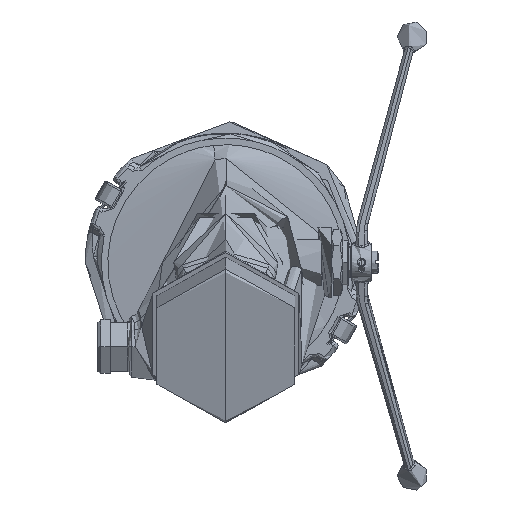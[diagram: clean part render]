
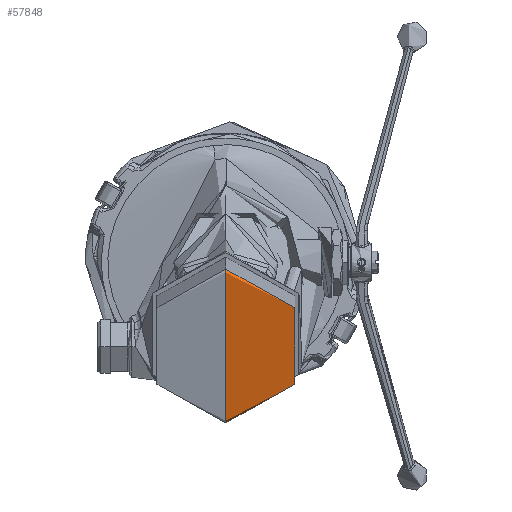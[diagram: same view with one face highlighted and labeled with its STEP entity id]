
A CAD part, top view. The second image highlights one B-rep face of the part: STEP entity #57848.
In plain terms, the highlighted conical face has half-angle 45 degrees and reference radius 56.515 mm.
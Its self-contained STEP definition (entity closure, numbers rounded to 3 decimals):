
#3409 = AXIS2_PLACEMENT_3D ( 'NONE', #14118, #14110, #14109 ) ;
#7016 = AXIS2_PLACEMENT_3D ( 'NONE', #11157, #11156, #11155 ) ;
#9847 = EDGE_CURVE ( 'NONE', #69919, #69920, #51084, .T. ) ;
#11155 = DIRECTION ( 'NONE',  ( 0., -0.966, -0.259 ) ) ;
#11156 = DIRECTION ( 'NONE',  ( 0., 0.259, -0.966 ) ) ;
#11157 = CARTESIAN_POINT ( 'NONE',  ( 0., -59.647, 195.512 ) ) ;
#14109 = DIRECTION ( 'NONE',  ( 0., 0.966, 0.259 ) ) ;
#14110 = DIRECTION ( 'NONE',  ( 0., 0.259, -0.966 ) ) ;
#14118 = CARTESIAN_POINT ( 'NONE',  ( 0., -59.647, 195.512 ) ) ;
#28181 = EDGE_CURVE ( 'NONE', #69921, #69920, #68555, .T. ) ;
#28342 = EDGE_CURVE ( 'NONE', #69922, #69919, #69486, .T. ) ;
#28423 = EDGE_CURVE ( 'NONE', #69922, #69921, #75284, .T. ) ;
#39154 = CONICAL_SURFACE ( 'NONE', #3409, 56.515, 0.785 ) ;
#39156 = FACE_OUTER_BOUND ( 'NONE', #55038, .T. ) ;
#41227 = CARTESIAN_POINT ( 'NONE',  ( 0., -114.236, 180.885 ) ) ;
#41228 = DIRECTION ( 'NONE',  ( 0., -0.5, -0.866 ) ) ;
#46008 = CARTESIAN_POINT ( 'NONE',  ( 0., -5.058, 210.139 ) ) ;
#46009 = DIRECTION ( 'NONE',  ( 0., 0.866, -0.5 ) ) ;
#46664 = CARTESIAN_POINT ( 'NONE',  ( 0., -7.507, 211.553 ) ) ;
#46673 = CARTESIAN_POINT ( 'NONE',  ( 3.568, -7.507, 211.553 ) ) ;
#46675 = CARTESIAN_POINT ( 'NONE',  ( 7.136, -7.846, 211.462 ) ) ;
#46677 = CARTESIAN_POINT ( 'NONE',  ( 14.135, -9.191, 211.102 ) ) ;
#46679 = CARTESIAN_POINT ( 'NONE',  ( 17.566, -10.196, 210.833 ) ) ;
#46680 = CARTESIAN_POINT ( 'NONE',  ( 24.158, -12.834, 210.126 ) ) ;
#46682 = CARTESIAN_POINT ( 'NONE',  ( 27.32, -14.467, 209.688 ) ) ;
#46683 = CARTESIAN_POINT ( 'NONE',  ( 33.254, -18.296, 208.662 ) ) ;
#46684 = CARTESIAN_POINT ( 'NONE',  ( 36.025, -20.493, 208.074 ) ) ;
#46686 = CARTESIAN_POINT ( 'NONE',  ( 41.071, -25.367, 206.768 ) ) ;
#46688 = CARTESIAN_POINT ( 'NONE',  ( 43.345, -28.044, 206.05 ) ) ;
#46690 = CARTESIAN_POINT ( 'NONE',  ( 47.31, -33.775, 204.515 ) ) ;
#46691 = CARTESIAN_POINT ( 'NONE',  ( 49., -36.829, 203.696 ) ) ;
#46693 = CARTESIAN_POINT ( 'NONE',  ( 51.731, -43.197, 201.99 ) ) ;
#46695 = CARTESIAN_POINT ( 'NONE',  ( 52.771, -46.511, 201.102 ) ) ;
#46696 = CARTESIAN_POINT ( 'NONE',  ( 54.164, -53.272, 199.291 ) ) ;
#46698 = CARTESIAN_POINT ( 'NONE',  ( 54.515, -56.718, 198.367 ) ) ;
#46700 = CARTESIAN_POINT ( 'NONE',  ( 54.515, -63.611, 196.52 ) ) ;
#46702 = CARTESIAN_POINT ( 'NONE',  ( 54.164, -67.057, 195.597 ) ) ;
#46703 = CARTESIAN_POINT ( 'NONE',  ( 52.771, -73.818, 193.785 ) ) ;
#46705 = CARTESIAN_POINT ( 'NONE',  ( 51.731, -77.132, 192.897 ) ) ;
#46707 = CARTESIAN_POINT ( 'NONE',  ( 49., -83.5, 191.191 ) ) ;
#46708 = CARTESIAN_POINT ( 'NONE',  ( 47.31, -86.554, 190.373 ) ) ;
#46710 = CARTESIAN_POINT ( 'NONE',  ( 43.345, -92.285, 188.837 ) ) ;
#46712 = CARTESIAN_POINT ( 'NONE',  ( 41.071, -94.962, 188.12 ) ) ;
#46714 = CARTESIAN_POINT ( 'NONE',  ( 36.025, -99.836, 186.814 ) ) ;
#46715 = CARTESIAN_POINT ( 'NONE',  ( 33.254, -102.033, 186.225 ) ) ;
#46717 = CARTESIAN_POINT ( 'NONE',  ( 27.32, -105.862, 185.199 ) ) ;
#46719 = CARTESIAN_POINT ( 'NONE',  ( 24.158, -107.495, 184.762 ) ) ;
#46720 = CARTESIAN_POINT ( 'NONE',  ( 17.566, -110.133, 184.055 ) ) ;
#46722 = CARTESIAN_POINT ( 'NONE',  ( 14.135, -111.138, 183.785 ) ) ;
#46724 = CARTESIAN_POINT ( 'NONE',  ( 7.136, -112.483, 183.425 ) ) ;
#46726 = CARTESIAN_POINT ( 'NONE',  ( 3.568, -112.822, 183.334 ) ) ;
#46727 = CARTESIAN_POINT ( 'NONE',  ( 0., -112.822, 183.334 ) ) ;
#51084 = CIRCLE ( 'NONE', #7016, 56.515 ) ;
#55038 = EDGE_LOOP ( 'NONE', ( #61508, #61653, #61526, #61502 ) ) ;
#57848 = ADVANCED_FACE ( 'NONE', ( #39156 ), #39154, .T. ) ;
#61502 = ORIENTED_EDGE ( 'NONE', *, *, #28342, .F. ) ;
#61508 = ORIENTED_EDGE ( 'NONE', *, *, #28423, .T. ) ;
#61526 = ORIENTED_EDGE ( 'NONE', *, *, #9847, .F. ) ;
#61653 = ORIENTED_EDGE ( 'NONE', *, *, #28181, .T. ) ;
#63282 = CARTESIAN_POINT ( 'NONE',  ( 0., -114.236, 180.885 ) ) ;
#63304 = CARTESIAN_POINT ( 'NONE',  ( 0., -5.058, 210.139 ) ) ;
#63305 = CARTESIAN_POINT ( 'NONE',  ( 0., -112.822, 183.334 ) ) ;
#63306 = CARTESIAN_POINT ( 'NONE',  ( 0., -7.507, 211.553 ) ) ;
#68553 = VECTOR ( 'NONE', #41228, 1000. ) ;
#68555 = LINE ( 'NONE', #41227, #68553 ) ;
#69486 = LINE ( 'NONE', #46008, #69487 ) ;
#69487 = VECTOR ( 'NONE', #46009, 1000. ) ;
#69919 = VERTEX_POINT ( 'NONE', #63304 ) ;
#69920 = VERTEX_POINT ( 'NONE', #63282 ) ;
#69921 = VERTEX_POINT ( 'NONE', #63305 ) ;
#69922 = VERTEX_POINT ( 'NONE', #63306 ) ;
#75284 = B_SPLINE_CURVE_WITH_KNOTS ( 'NONE', 3,
 ( #46664, #46673, #46675, #46677, #46679, #46680, #46682, #46683, #46684, #46686, #46688, #46690, #46691, #46693, #46695, #46696, #46698, #46700, #46702, #46703, #46705, #46707, #46708, #46710, #46712, #46714, #46715, #46717, #46719, #46720, #46722, #46724, #46726, #46727 ),
 .UNSPECIFIED., .F., .F.,
 ( 4, 2, 2, 2, 2, 2, 2, 2, 2, 2, 2, 2, 2, 2, 2, 2, 4 ),
 ( 0., 0.062, 0.125, 0.187, 0.25, 0.312, 0.375, 0.438, 0.5, 0.563, 0.625, 0.688, 0.75, 0.813, 0.875, 0.938, 1. ),
 .UNSPECIFIED. ) ;
